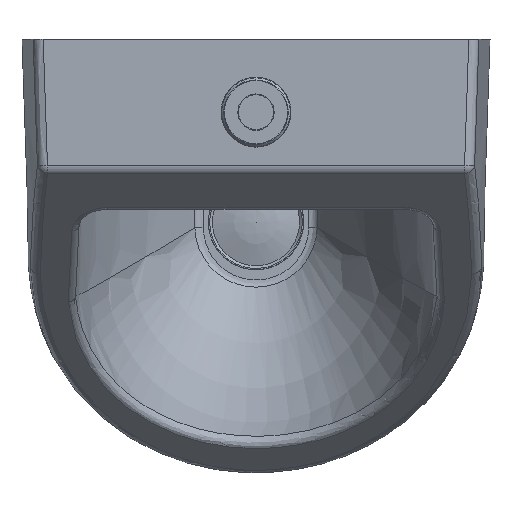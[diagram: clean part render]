
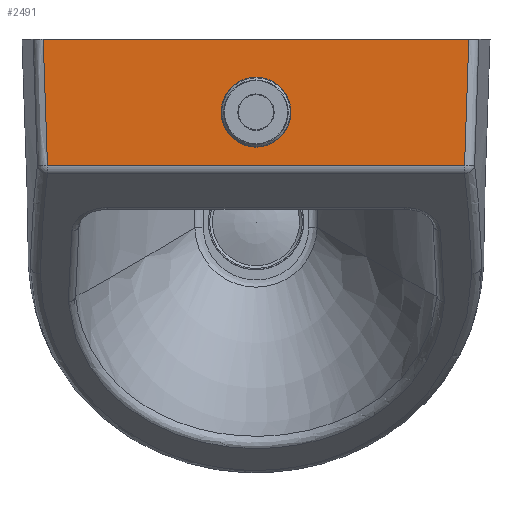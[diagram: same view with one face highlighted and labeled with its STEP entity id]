
A CAD part, top view. The second image highlights one B-rep face of the part: STEP entity #2491.
In plain terms, the highlighted face is planar.
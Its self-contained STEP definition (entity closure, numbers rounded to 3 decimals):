
#2435=CARTESIAN_POINT('',(105.481,-35.137,-265.));
#2436=VERTEX_POINT('',#2435);
#2437=CARTESIAN_POINT('',(124.981,-35.137,-265.));
#2438=DIRECTION('',(0.0,0.0,-1.0));
#2439=DIRECTION('',(1.0,0.0,0.0));
#2440=AXIS2_PLACEMENT_3D('',#2437,#2438,#2439);
#2441=CIRCLE('',#2440,19.5);
#2442=EDGE_CURVE('',#2436,#2436,#2441,.T.);
#2447=CARTESIAN_POINT('',(124.981,-108.398,-265.));
#2448=DIRECTION('',(0.0,0.0,1.0));
#2449=DIRECTION('',(1.0,0.0,0.0));
#2450=AXIS2_PLACEMENT_3D('',#2447,#2448,#2449);
#2451=PLANE('',#2450);
#2452=CARTESIAN_POINT('',(-18.465,-71.934,-265.));
#2453=VERTEX_POINT('',#2452);
#2454=CARTESIAN_POINT('',(268.427,-71.934,-265.));
#2455=VERTEX_POINT('',#2454);
#2456=CARTESIAN_POINT('',(-18.465,-71.934,-265.));
#2457=DIRECTION('',(1.0,0.0,0.0));
#2458=VECTOR('',#2457,286.892);
#2459=LINE('',#2456,#2458);
#2460=EDGE_CURVE('',#2453,#2455,#2459,.T.);
#2461=ORIENTED_EDGE('',*,*,#2460,.F.);
#2462=CARTESIAN_POINT('',(-21.407,14.863,-265.));
#2463=VERTEX_POINT('',#2462);
#2464=CARTESIAN_POINT('',(-21.407,14.863,-265.));
#2465=CARTESIAN_POINT('',(-20.426,-14.069,-265.));
#2466=CARTESIAN_POINT('',(-19.446,-43.001,-265.));
#2467=CARTESIAN_POINT('',(-18.465,-71.934,-265.));
#2468=B_SPLINE_CURVE_WITH_KNOTS('',3,(#2464,#2465,#2466,#2467),.UNSPECIFIED.,.F.,.U.,(4,4),(0.024,8.708),.UNSPECIFIED.);
#2469=EDGE_CURVE('',#2463,#2453,#2468,.T.);
#2470=ORIENTED_EDGE('',*,*,#2469,.F.);
#2471=CARTESIAN_POINT('',(271.37,14.863,-265.));
#2472=VERTEX_POINT('',#2471);
#2473=CARTESIAN_POINT('',(-21.407,14.863,-265.));
#2474=DIRECTION('',(1.0,0.0,0.0));
#2475=VECTOR('',#2474,292.777);
#2476=LINE('',#2473,#2475);
#2477=EDGE_CURVE('',#2463,#2472,#2476,.T.);
#2478=ORIENTED_EDGE('',*,*,#2477,.T.);
#2479=CARTESIAN_POINT('',(268.427,-71.934,-265.));
#2480=CARTESIAN_POINT('',(269.408,-43.001,-265.));
#2481=CARTESIAN_POINT('',(270.389,-14.069,-265.));
#2482=CARTESIAN_POINT('',(271.37,14.863,-265.));
#2483=B_SPLINE_CURVE_WITH_KNOTS('',3,(#2479,#2480,#2481,#2482),.UNSPECIFIED.,.F.,.U.,(4,4),(6.872,15.557),.UNSPECIFIED.);
#2484=EDGE_CURVE('',#2455,#2472,#2483,.T.);
#2485=ORIENTED_EDGE('',*,*,#2484,.F.);
#2486=EDGE_LOOP('',(#2461,#2470,#2478,#2485));
#2487=FACE_OUTER_BOUND('',#2486,.T.);
#2488=ORIENTED_EDGE('',*,*,#2442,.F.);
#2489=EDGE_LOOP('',(#2488));
#2490=FACE_BOUND('',#2489,.T.);
#2491=ADVANCED_FACE('',(#2487,#2490),#2451,.F.);
